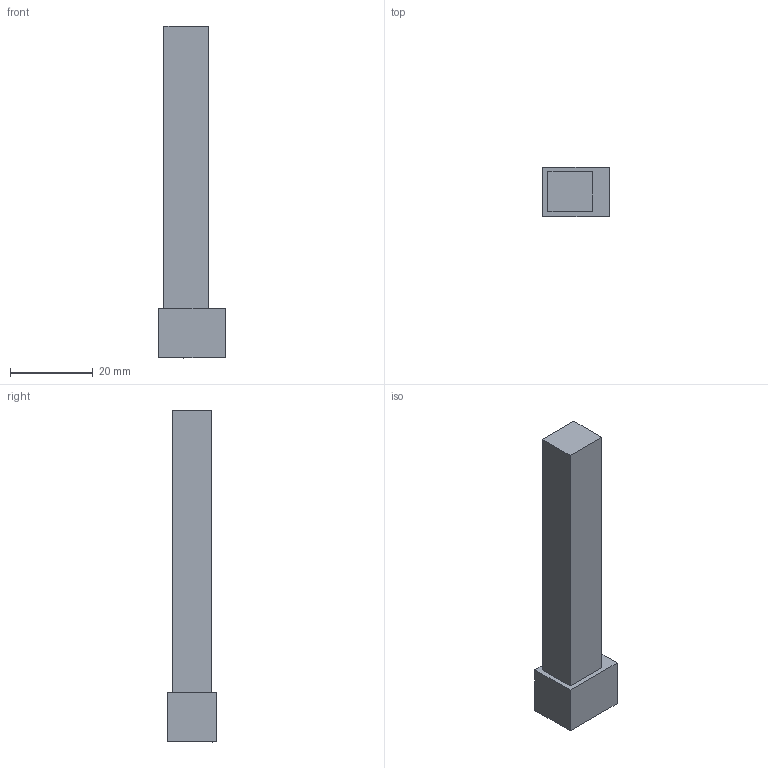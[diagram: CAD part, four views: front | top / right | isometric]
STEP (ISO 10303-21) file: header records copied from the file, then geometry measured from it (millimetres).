
FILE_DESCRIPTION(/* description */ (''),/* implementation_level */ '2;1');
FILE_NAME(/* name */ '1725276988441.stp',/* time_stamp */ '2024-09-02T17:06:38+06:00',/* author */ (''),/* organization */ ('SMS'),/* preprocessor_version */ 'ST-DEVELOPER v16.7',/* originating_system */ 'SIEMENS PLM Software NX 12.0',/* authorisation */ '');
FILE_SCHEMA (('AUTOMOTIVE_DESIGN { 1 0 10303 214 3 1 1 1 }'));
Length unit declared in the file: millimetre
Products named in the file (1): 205405793mod000_00
Bounding box: 16 x 12 x 80 mm (x, y, z)
Volume: 8425.7 mm3; surface area: 4270.2 mm2
Topology: 1 solids, 1 shells, 24 faces, 53 edges, 41 vertices
Faces by surface type: plane 15, cone 4, cylinder 4, torus 1
Full cylindrical faces by diameter (mm): 4.85 x1, 5 x1, 6 x1, 6.751 x1
Entity records: 770 total; most frequent: CARTESIAN_POINT 176, DIRECTION 116, ORIENTED_EDGE 86, AXIS2_PLACEMENT_3D 44, EDGE_CURVE 43, EDGE_LOOP 38, VERTEX_POINT 35, LINE 28
